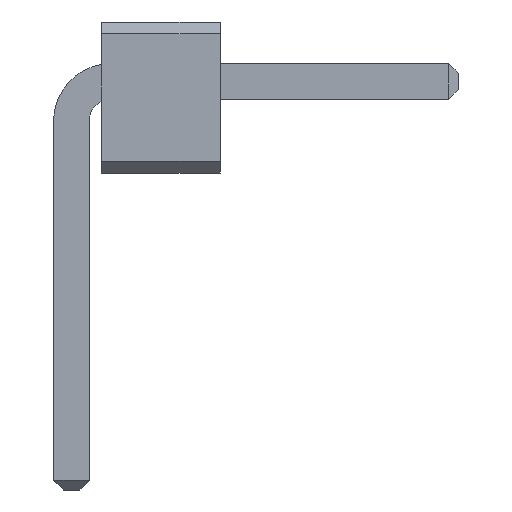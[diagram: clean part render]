
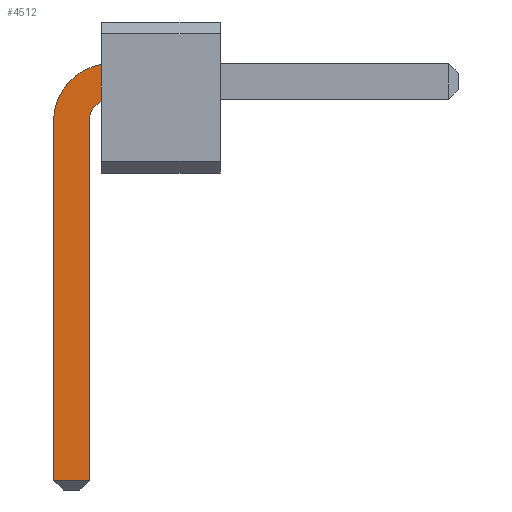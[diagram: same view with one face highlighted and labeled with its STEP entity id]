
A CAD part, front view. The second image highlights one B-rep face of the part: STEP entity #4512.
In plain terms, the highlighted planar face has unit normal (0, -1, 0).
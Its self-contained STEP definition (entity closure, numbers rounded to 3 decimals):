
#1562 = VERTEX_POINT('',#1563);
#1563 = CARTESIAN_POINT('',(0.25,-8.15,0.779));
#1571 = EDGE_CURVE('',#1562,#1572,#1574,.T.);
#1572 = VERTEX_POINT('',#1573);
#1573 = CARTESIAN_POINT('',(0.25,-8.15,0.467));
#1574 = LINE('',#1575,#1576);
#1575 = CARTESIAN_POINT('',(0.25,-8.15,0.1));
#1576 = VECTOR('',#1577,1.);
#1577 = DIRECTION('',(0.,0.,-1.));
#4427 = VERTEX_POINT('',#4428);
#4428 = CARTESIAN_POINT('',(-0.15,-8.15,0.335));
#4434 = EDGE_CURVE('',#4427,#1562,#4435,.T.);
#4435 = CIRCLE('',#4436,0.485);
#4436 = AXIS2_PLACEMENT_3D('',#4437,#4438,#4439);
#4437 = CARTESIAN_POINT('',(0.333,-8.15,0.302));
#4438 = DIRECTION('',(0.,1.,0.));
#4439 = DIRECTION('',(-0.998,0.,
0.069));
#4493 = EDGE_CURVE('',#1572,#4494,#4496,.T.);
#4494 = VERTEX_POINT('',#4495);
#4495 = CARTESIAN_POINT('',(0.15,-8.15,0.335));
#4496 = CIRCLE('',#4497,0.194);
#4497 = AXIS2_PLACEMENT_3D('',#4498,#4499,#4500);
#4498 = CARTESIAN_POINT('',(0.34,-8.15,0.295));
#4499 = DIRECTION('',(0.,-1.,0.));
#4500 = DIRECTION('',(-0.207,0.,0.978)
);
#4512 = ADVANCED_FACE('',(#4513),#4540,.F.);
#4513 = FACE_BOUND('',#4514,.F.);
#4514 = EDGE_LOOP('',(#4515,#4516,#4517,#4525,#4533,#4539));
#4515 = ORIENTED_EDGE('',*,*,#1571,.T.);
#4516 = ORIENTED_EDGE('',*,*,#4493,.T.);
#4517 = ORIENTED_EDGE('',*,*,#4518,.T.);
#4518 = EDGE_CURVE('',#4494,#4519,#4521,.T.);
#4519 = VERTEX_POINT('',#4520);
#4520 = CARTESIAN_POINT('',(0.15,-8.15,-2.72));
#4521 = LINE('',#4522,#4523);
#4522 = CARTESIAN_POINT('',(0.15,-8.15,0.335));
#4523 = VECTOR('',#4524,1.);
#4524 = DIRECTION('',(0.,0.,-1.));
#4525 = ORIENTED_EDGE('',*,*,#4526,.T.);
#4526 = EDGE_CURVE('',#4519,#4527,#4529,.T.);
#4527 = VERTEX_POINT('',#4528);
#4528 = CARTESIAN_POINT('',(-0.15,-8.15,-2.72));
#4529 = LINE('',#4530,#4531);
#4530 = CARTESIAN_POINT('',(0.15,-8.15,-2.72));
#4531 = VECTOR('',#4532,1.);
#4532 = DIRECTION('',(-1.,0.,0.));
#4533 = ORIENTED_EDGE('',*,*,#4534,.T.);
#4534 = EDGE_CURVE('',#4527,#4427,#4535,.T.);
#4535 = LINE('',#4536,#4537);
#4536 = CARTESIAN_POINT('',(-0.15,-8.15,-2.8));
#4537 = VECTOR('',#4538,1.);
#4538 = DIRECTION('',(0.,0.,1.));
#4539 = ORIENTED_EDGE('',*,*,#4434,.T.);
#4540 = PLANE('',#4541);
#4541 = AXIS2_PLACEMENT_3D('',#4542,#4543,#4544);
#4542 = CARTESIAN_POINT('',(0.841,-8.15,-0.301));
#4543 = DIRECTION('',(0.,1.,-0.));
#4544 = DIRECTION('',(0.,0.,-1.));
